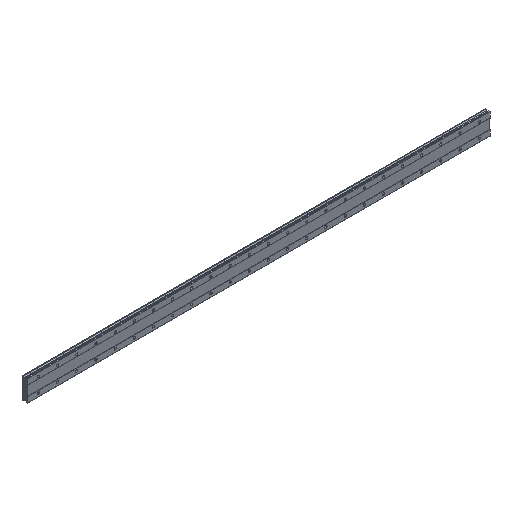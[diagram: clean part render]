
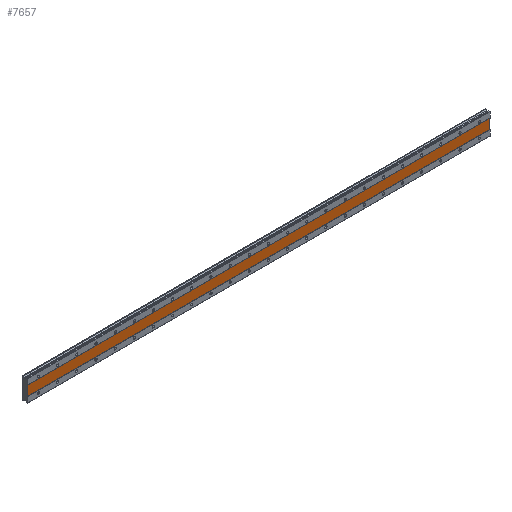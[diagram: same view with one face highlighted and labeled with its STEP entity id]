
A CAD part, isometric view. The second image highlights one B-rep face of the part: STEP entity #7657.
In plain terms, the highlighted planar face has unit normal (0, -1, 0).
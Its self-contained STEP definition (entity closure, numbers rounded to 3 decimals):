
#70 = VECTOR ( 'NONE', #2432, 1000. ) ;
#175 = VERTEX_POINT ( 'NONE', #2203 ) ;
#540 = PLANE ( 'NONE',  #2273 ) ;
#760 = ORIENTED_EDGE ( 'NONE', *, *, #7129, .F. ) ;
#791 = LINE ( 'NONE', #5347, #3531 ) ;
#970 = FACE_OUTER_BOUND ( 'NONE', #2845, .T. ) ;
#1745 = LINE ( 'NONE', #5778, #5691 ) ;
#2203 = CARTESIAN_POINT ( 'NONE',  ( -45., 1., 20. ) ) ;
#2273 = AXIS2_PLACEMENT_3D ( 'NONE', #5834, #5184, #3218 ) ;
#2432 = DIRECTION ( 'NONE',  ( 1., 0., 0. ) ) ;
#2712 = LINE ( 'NONE', #6488, #4567 ) ;
#2845 = EDGE_LOOP ( 'NONE', ( #4351, #760, #7930, #6884 ) ) ;
#2922 = EDGE_CURVE ( 'NONE', #3097, #3755, #2712, .T. ) ;
#3097 = VERTEX_POINT ( 'NONE', #5577 ) ;
#3218 = DIRECTION ( 'NONE',  ( 0., 0., 1. ) ) ;
#3531 = VECTOR ( 'NONE', #6002, 1000. ) ;
#3755 = VERTEX_POINT ( 'NONE', #6901 ) ;
#3773 = LINE ( 'NONE', #5145, #70 ) ;
#3917 = EDGE_CURVE ( 'NONE', #3755, #175, #1745, .T. ) ;
#4247 = VERTEX_POINT ( 'NONE', #7847 ) ;
#4351 = ORIENTED_EDGE ( 'NONE', *, *, #2922, .F. ) ;
#4378 = DIRECTION ( 'NONE',  ( 0., 0., 1. ) ) ;
#4567 = VECTOR ( 'NONE', #6145, 1000. ) ;
#5145 = CARTESIAN_POINT ( 'NONE',  ( 1885., 1., 20. ) ) ;
#5184 = DIRECTION ( 'NONE',  ( 0., 1., 0. ) ) ;
#5347 = CARTESIAN_POINT ( 'NONE',  ( 1885., 1., 20. ) ) ;
#5577 = CARTESIAN_POINT ( 'NONE',  ( 1885., 1., -20. ) ) ;
#5691 = VECTOR ( 'NONE', #4378, 1000. ) ;
#5778 = CARTESIAN_POINT ( 'NONE',  ( -45., 1., 20. ) ) ;
#5834 = CARTESIAN_POINT ( 'NONE',  ( 1885., 1., 20. ) ) ;
#6002 = DIRECTION ( 'NONE',  ( 0., 0., -1. ) ) ;
#6145 = DIRECTION ( 'NONE',  ( -1., 0., 0. ) ) ;
#6161 = EDGE_CURVE ( 'NONE', #175, #4247, #3773, .T. ) ;
#6488 = CARTESIAN_POINT ( 'NONE',  ( 1885., 1., -20. ) ) ;
#6884 = ORIENTED_EDGE ( 'NONE', *, *, #3917, .F. ) ;
#6901 = CARTESIAN_POINT ( 'NONE',  ( -45., 1., -20. ) ) ;
#7129 = EDGE_CURVE ( 'NONE', #4247, #3097, #791, .T. ) ;
#7657 = ADVANCED_FACE ( 'NONE', ( #970 ), #540, .F. ) ;
#7847 = CARTESIAN_POINT ( 'NONE',  ( 1885., 1., 20. ) ) ;
#7930 = ORIENTED_EDGE ( 'NONE', *, *, #6161, .F. ) ;
